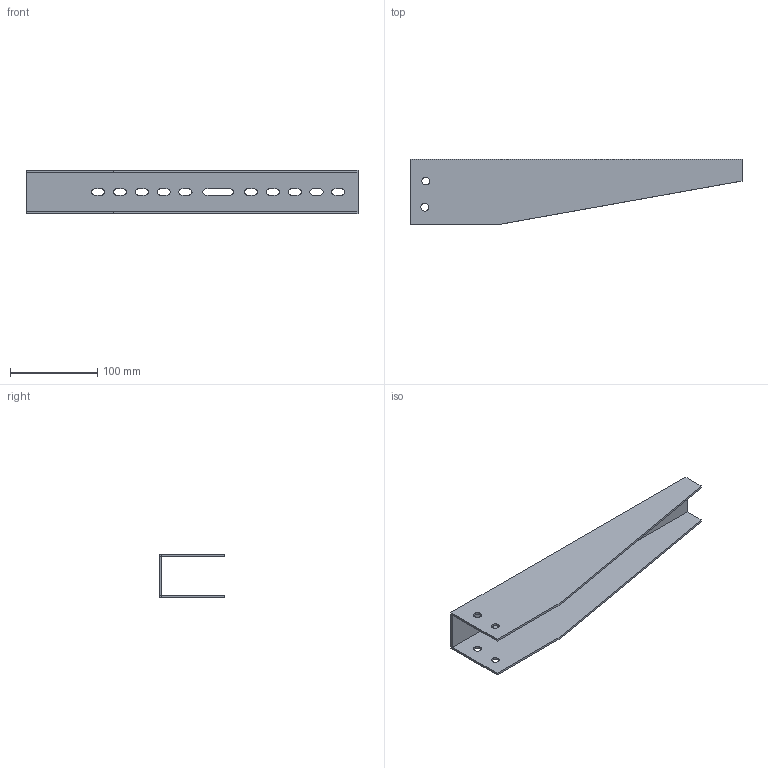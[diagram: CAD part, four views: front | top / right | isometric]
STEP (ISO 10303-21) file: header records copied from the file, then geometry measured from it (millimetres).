
FILE_DESCRIPTION (( 'STEP AP203' ), '1' );
FILE_NAME ('CLP1CZ-300-1 Êðîíøòåéí 300 ìì.STEP', '2016-03-15T13:16:17', ( '' ), ( '' ), 'SwSTEP 2.0', 'SolidWorks 2014', '' );
FILE_SCHEMA (( 'CONFIG_CONTROL_DESIGN' ));
Length unit declared in the file: millimetre
Products named in the file (1): CLP1CZ-300-1 Êðîíøòåéí 300 ìì
Bounding box: 380 x 75 x 50 mm (x, y, z)
Volume: 146665.5 mm3; surface area: 121407 mm2
Topology: 1 solids, 1 shells, 68 faces, 194 edges, 128 vertices
Faces by surface type: plane 42, cylinder 26
Full cylindrical faces by diameter (mm): 9 x4
Entity records: 2299 total; most frequent: CARTESIAN_POINT 379, DIRECTION 376, ORIENTED_EDGE 372, EDGE_CURVE 186, LINE 134, VECTOR 134, VERTEX_POINT 124, AXIS2_PLACEMENT_3D 121
